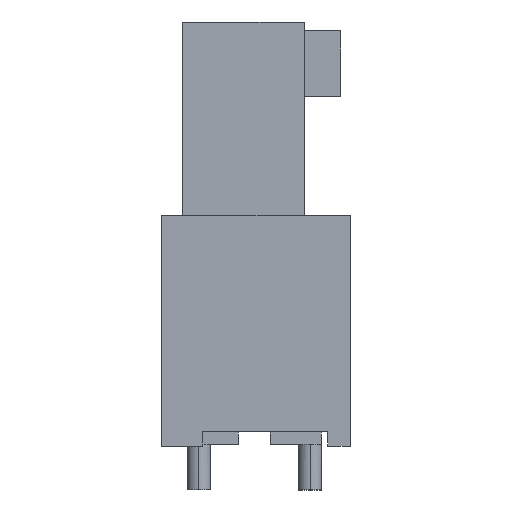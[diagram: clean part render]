
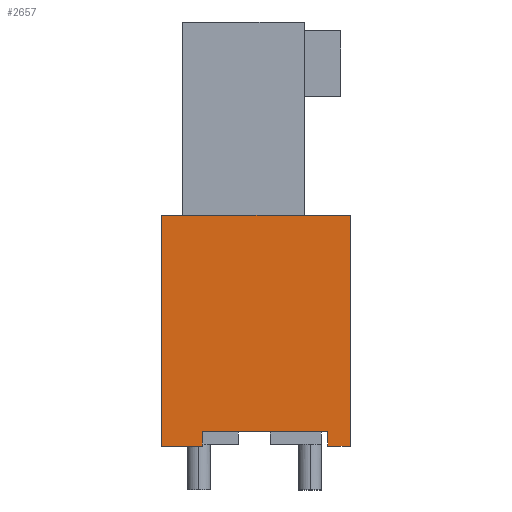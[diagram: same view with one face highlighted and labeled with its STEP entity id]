
A CAD part, left-side view. The second image highlights one B-rep face of the part: STEP entity #2657.
In plain terms, the highlighted planar face has unit normal (-1, 0, 0).
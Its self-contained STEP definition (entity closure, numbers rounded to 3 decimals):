
#2645=AXIS2_PLACEMENT_3D('Plane Axis2P3D',#2642,#2643,#2644) ;
#42=CARTESIAN_POINT('Vertex',(0.,0.,1.5)) ;
#45=CARTESIAN_POINT('Line Origine',(0.,0.39,1.5)) ;
#49=CARTESIAN_POINT('Vertex',(0.,0.78,1.5)) ;
#88=CARTESIAN_POINT('Vertex',(0.,0.,9.4)) ;
#93=CARTESIAN_POINT('Line Origine',(0.,0.,5.45)) ;
#480=CARTESIAN_POINT('Line Origine',(0.,0.78,1.75)) ;
#484=CARTESIAN_POINT('Vertex',(0.,0.78,2.)) ;
#1116=CARTESIAN_POINT('Line Origine',(0.,6.45,5.45)) ;
#1120=CARTESIAN_POINT('Vertex',(0.,6.45,9.4)) ;
#1122=CARTESIAN_POINT('Vertex',(0.,6.45,1.5)) ;
#1801=CARTESIAN_POINT('Vertex',(0.,5.057,1.5)) ;
#1804=CARTESIAN_POINT('Line Origine',(0.,5.754,1.5)) ;
#1830=CARTESIAN_POINT('Vertex',(0.,5.057,2.)) ;
#1833=CARTESIAN_POINT('Line Origine',(0.,5.057,1.75)) ;
#2102=CARTESIAN_POINT('Line Origine',(0.,2.919,2.)) ;
#2120=CARTESIAN_POINT('Line Origine',(0.,3.225,9.4)) ;
#2642=CARTESIAN_POINT('Axis2P3D Location',(0.,6.23,9.4)) ;
#46=DIRECTION('Vector Direction',(0.,1.,0.)) ;
#94=DIRECTION('Vector Direction',(0.,0.,-1.)) ;
#481=DIRECTION('Vector Direction',(0.,0.,-1.)) ;
#1117=DIRECTION('Vector Direction',(0.,0.,-1.)) ;
#1805=DIRECTION('Vector Direction',(0.,1.,0.)) ;
#1834=DIRECTION('Vector Direction',(0.,0.,-1.)) ;
#2103=DIRECTION('Vector Direction',(0.,1.,0.)) ;
#2121=DIRECTION('Vector Direction',(0.,1.,0.)) ;
#2643=DIRECTION('Axis2P3D Direction',(-1.,0.,0.)) ;
#2644=DIRECTION('Axis2P3D XDirection',(0.,1.,0.)) ;
#47=VECTOR('Line Direction',#46,1.) ;
#95=VECTOR('Line Direction',#94,1.) ;
#482=VECTOR('Line Direction',#481,1.) ;
#1118=VECTOR('Line Direction',#1117,1.) ;
#1806=VECTOR('Line Direction',#1805,1.) ;
#1835=VECTOR('Line Direction',#1834,1.) ;
#2104=VECTOR('Line Direction',#2103,1.) ;
#2122=VECTOR('Line Direction',#2121,1.) ;
#2648=ORIENTED_EDGE('',*,*,#2106,.F.) ;
#2649=ORIENTED_EDGE('',*,*,#486,.T.) ;
#2650=ORIENTED_EDGE('',*,*,#51,.F.) ;
#2651=ORIENTED_EDGE('',*,*,#97,.F.) ;
#2652=ORIENTED_EDGE('',*,*,#2124,.F.) ;
#2653=ORIENTED_EDGE('',*,*,#1124,.T.) ;
#2654=ORIENTED_EDGE('',*,*,#1808,.F.) ;
#2655=ORIENTED_EDGE('',*,*,#1837,.F.) ;
#2657=ADVANCED_FACE('HOUSING',(#2656),#2646,.T.) ;
#51=EDGE_CURVE('',#43,#50,#48,.T.) ;
#97=EDGE_CURVE('',#89,#43,#96,.T.) ;
#486=EDGE_CURVE('',#485,#50,#483,.T.) ;
#1124=EDGE_CURVE('',#1121,#1123,#1119,.T.) ;
#1808=EDGE_CURVE('',#1802,#1123,#1807,.T.) ;
#1837=EDGE_CURVE('',#1831,#1802,#1836,.T.) ;
#2106=EDGE_CURVE('',#485,#1831,#2105,.T.) ;
#2124=EDGE_CURVE('',#1121,#89,#2123,.F.) ;
#2647=EDGE_LOOP('',(#2648,#2649,#2650,#2651,#2652,#2653,#2654,#2655)) ;
#2656=FACE_OUTER_BOUND('',#2647,.T.) ;
#48=LINE('Line',#45,#47) ;
#96=LINE('Line',#93,#95) ;
#483=LINE('Line',#480,#482) ;
#1119=LINE('Line',#1116,#1118) ;
#1807=LINE('Line',#1804,#1806) ;
#1836=LINE('Line',#1833,#1835) ;
#2105=LINE('Line',#2102,#2104) ;
#2123=LINE('Line',#2120,#2122) ;
#2646=PLANE('',#2645) ;
#43=VERTEX_POINT('',#42) ;
#50=VERTEX_POINT('',#49) ;
#89=VERTEX_POINT('',#88) ;
#485=VERTEX_POINT('',#484) ;
#1121=VERTEX_POINT('',#1120) ;
#1123=VERTEX_POINT('',#1122) ;
#1802=VERTEX_POINT('',#1801) ;
#1831=VERTEX_POINT('',#1830) ;
